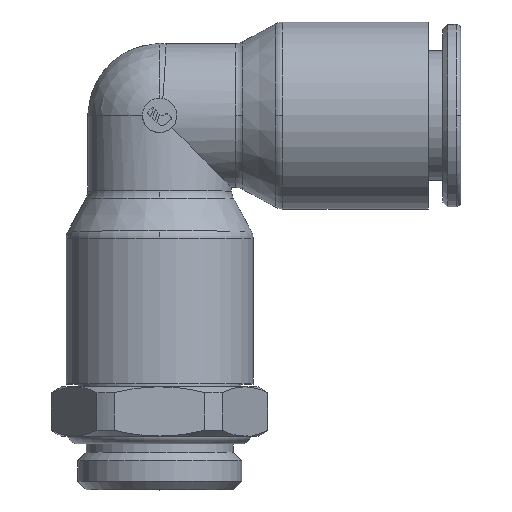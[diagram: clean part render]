
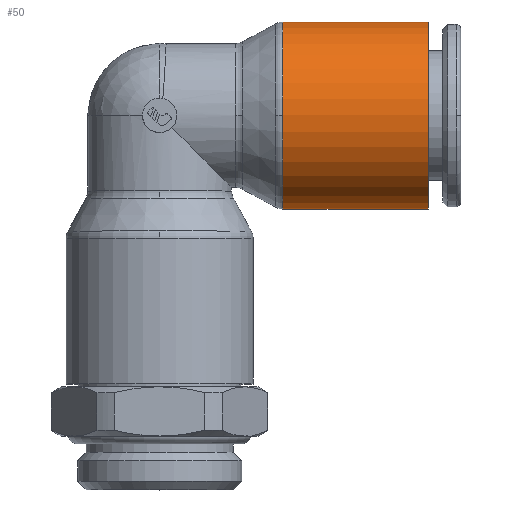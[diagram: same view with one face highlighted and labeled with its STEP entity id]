
A CAD part, top view. The second image highlights one B-rep face of the part: STEP entity #50.
In plain terms, the highlighted cylindrical face has radius 9.5 mm (diameter 19 mm), a partial arc.
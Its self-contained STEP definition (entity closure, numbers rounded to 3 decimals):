
#50=ADVANCED_FACE('',(#169),#170,.T.);
#169=FACE_OUTER_BOUND('',#408,.T.);
#170=CYLINDRICAL_SURFACE('',#409,9.5);
#408=EDGE_LOOP('',(#669,#670,#671,#672,#673));
#409=AXIS2_PLACEMENT_3D('',#674,#675,#676);
#669=ORIENTED_EDGE('',*,*,#1561,.F.);
#670=ORIENTED_EDGE('',*,*,#1562,.T.);
#671=ORIENTED_EDGE('',*,*,#1563,.T.);
#672=ORIENTED_EDGE('',*,*,#1564,.F.);
#673=ORIENTED_EDGE('',*,*,#1565,.F.);
#674=CARTESIAN_POINT('',(19.91,32.57,0.0));
#675=DIRECTION('',(1.0,0.0,0.0));
#676=DIRECTION('',(0.0,1.0,0.0));
#1561=EDGE_CURVE('',#1857,#1858,#1859,.T.);
#1562=EDGE_CURVE('',#1857,#1860,#1861,.T.);
#1563=EDGE_CURVE('',#1860,#1862,#1863,.T.);
#1564=EDGE_CURVE('',#1864,#1862,#1865,.T.);
#1565=EDGE_CURVE('',#1858,#1864,#1866,.T.);
#1857=VERTEX_POINT('',#2324);
#1858=VERTEX_POINT('',#2325);
#1859=LINE('',#2326,#2327);
#1860=VERTEX_POINT('',#2328);
#1861=CIRCLE('',#2329,9.5);
#1862=VERTEX_POINT('',#2330);
#1863=CIRCLE('',#2331,9.5);
#1864=VERTEX_POINT('',#2332);
#1865=LINE('',#2333,#2334);
#1866=CIRCLE('',#2335,9.5);
#2324=CARTESIAN_POINT('',(12.51,42.07,0.0));
#2325=CARTESIAN_POINT('',(27.31,42.07,0.0));
#2326=CARTESIAN_POINT('',(19.91,42.07,0.));
#2327=VECTOR('',#3722,1.0);
#2328=CARTESIAN_POINT('',(12.51,32.57,9.5));
#2329=AXIS2_PLACEMENT_3D('',#3723,#3724,#3725);
#2330=CARTESIAN_POINT('',(12.51,23.07,0.));
#2331=AXIS2_PLACEMENT_3D('',#3726,#3727,#3728);
#2332=CARTESIAN_POINT('',(27.31,23.07,0.));
#2333=CARTESIAN_POINT('',(19.91,23.07,0.));
#2334=VECTOR('',#3729,1.0);
#2335=AXIS2_PLACEMENT_3D('',#3730,#3731,#3732);
#3722=DIRECTION('',(1.0,0.0,0.0));
#3723=CARTESIAN_POINT('',(12.51,32.57,0.0));
#3724=DIRECTION('',(1.0,0.0,0.0));
#3725=DIRECTION('',(0.0,1.0,0.0));
#3726=CARTESIAN_POINT('',(12.51,32.57,0.0));
#3727=DIRECTION('',(1.0,0.0,0.0));
#3728=DIRECTION('',(0.0,1.0,0.0));
#3729=DIRECTION('',(-1.0,-0.0,-0.0));
#3730=CARTESIAN_POINT('',(27.31,32.57,0.0));
#3731=DIRECTION('',(1.0,0.0,0.0));
#3732=DIRECTION('',(0.0,1.0,0.0));
